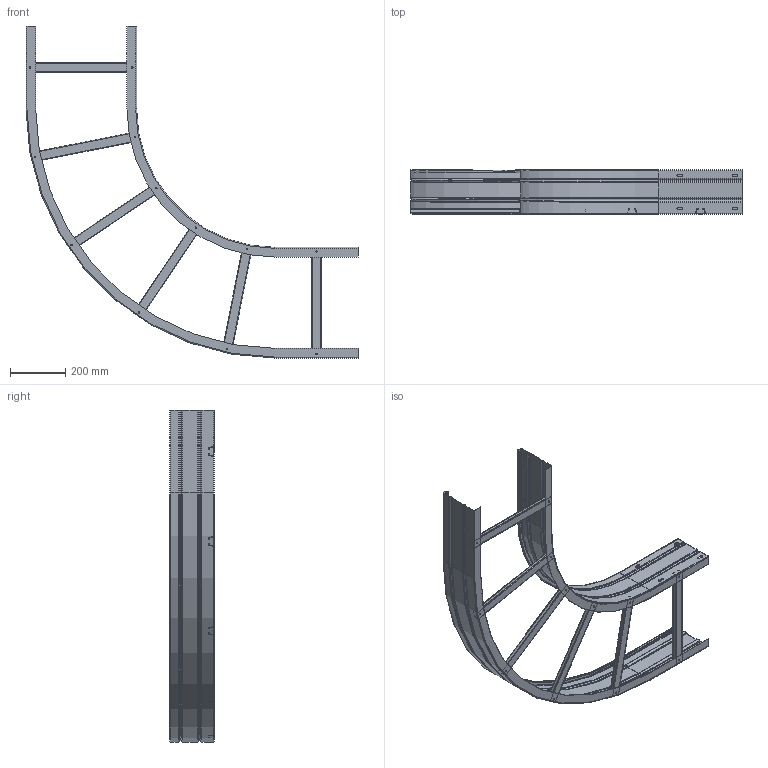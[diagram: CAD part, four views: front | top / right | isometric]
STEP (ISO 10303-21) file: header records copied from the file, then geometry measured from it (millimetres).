
FILE_DESCRIPTION((''),'2;1');
FILE_NAME('6229352_ORG_ASM','2013-01-10T',('AndreasKeweloh'),(''),'PRO/ENGINEER BY PARAMETRIC TECHNOLOGY CORPORATION, 2012230','PRO/ENGINEER BY PARAMETRIC TECHNOLOGY CORPORATION, 2012230','');
FILE_SCHEMA(('CONFIG_CONTROL_DESIGN'));
Length unit declared in the file: millimetre
Products named in the file (5): KTS_05_013-039_R_900; KTS_05_013-038; KTS_05_019-034-394_SPROSSE_AS32; KTS_05_072-017_1-6229352_ASM; 6229352_ORG_ASM
Assembly tree (9 placements, depth 3):
  6229352_ORG_ASM
    KTS_05_072-017_1-6229352_ASM
      KTS_05_013-039_R_900
      KTS_05_013-038
      KTS_05_019-034-394_SPROSSE_AS32  x6
Bounding box: 1200 x 160 x 1200 mm (x, y, z)
Volume: 1784435.8 mm3; surface area: 1898597.5 mm2
Topology: 8 solids, 8 shells, 396 faces, 1066 edges, 686 vertices
Faces by surface type: cylinder 206, plane 150, torus 40
Entity records: 8985 total; most frequent: DIRECTION 1670, CARTESIAN_POINT 1570, ORIENTED_EDGE 1472, EDGE_CURVE 736, AXIS2_PLACEMENT_3D 650, VERTEX_POINT 466, VECTOR 370, LINE 370
